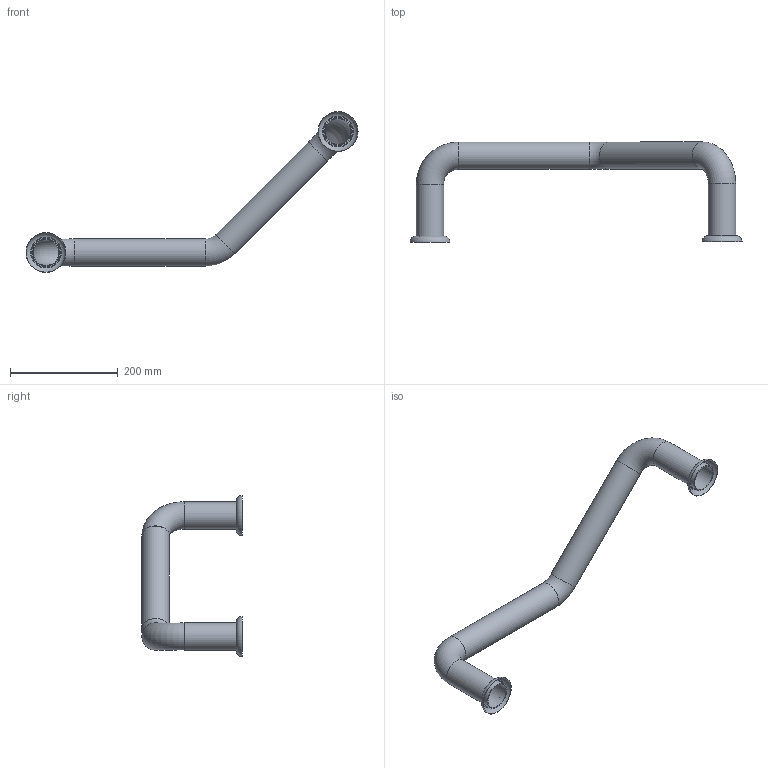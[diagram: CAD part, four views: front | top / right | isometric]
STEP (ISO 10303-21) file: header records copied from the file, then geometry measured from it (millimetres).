
FILE_DESCRIPTION(('STEP AP214'), '1');
FILE_NAME('KPSÎ709', '2014-12-26T13:45:41', ('UNSPECIFIED'), ('UNSPECIFIED'), 'ASCON STEP Converter 1.3', 'ASCON Math Kernel', '');
FILE_SCHEMA(('AUTOMOTIVE_DESIGN { 1 0 10303 214 3 1 1}'));
Length unit declared in the file: millimetre
Products named in the file (2): àðò. KRT501
Assembly tree (2 placements, depth 2):
  (unnamed)
    àðò. KRT501  x2
Bounding box: 615.2 x 185.3 x 298.2 mm (x, y, z)
Volume: 214223.3 mm3; surface area: 296059.5 mm2
Topology: 3 solids, 3 shells, 32 faces, 74 edges, 61 vertices
Faces by surface type: torus 14, cylinder 10, plane 8
Full cylindrical faces by diameter (mm): 47.8 x4, 50.8 x4, 51 x2
Entity records: 968 total; most frequent: DIRECTION 123, CARTESIAN_POINT 93, AXIS2_PLACEMENT_3D 56, ORIENTED_EDGE 52, EDGE_LOOP 48, COLOUR_RGB 37, PRESENTATION_STYLE_ASSIGNMENT 37, STYLED_ITEM 37
